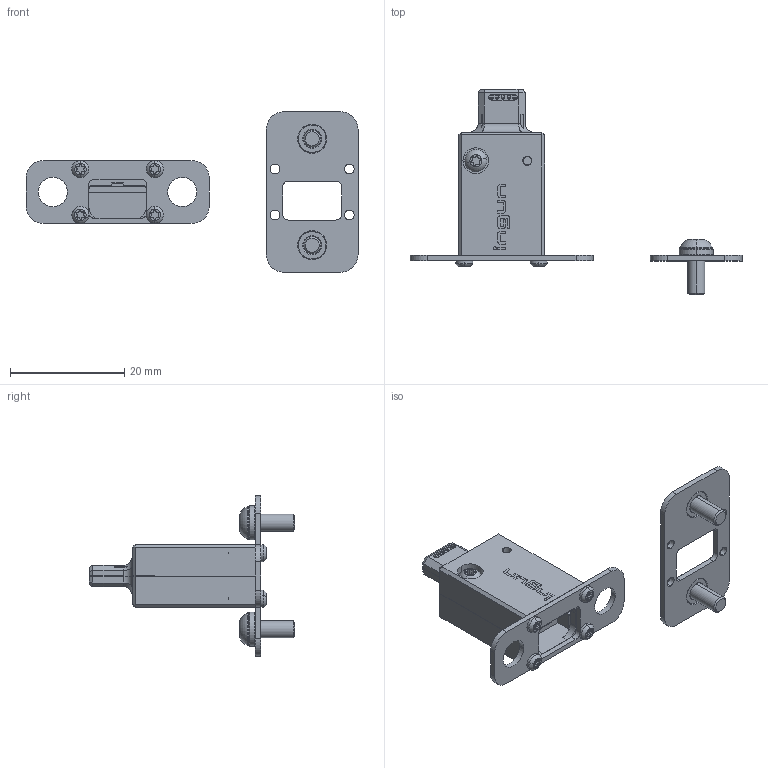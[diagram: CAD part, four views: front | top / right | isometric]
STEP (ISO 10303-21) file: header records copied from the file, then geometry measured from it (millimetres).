
FILE_DESCRIPTION (( 'STEP AP203' ), '1' );
FILE_NAME ('INGUN_113781.STEP', '2022-08-05T07:18:27', ( 'ochi' ), ( '' ), 'SwSTEP 2.0', 'SolidWorks 2018', '' );
FILE_SCHEMA (( 'CONFIG_CONTROL_DESIGN' ));
Length unit declared in the file: millimetre
Products named in the file (1): INGUN_113781
Bounding box: 58 x 35.9 x 28 mm (x, y, z)
Volume: 4119.8 mm3; surface area: 4407.8 mm2
Topology: 11 solids, 11 shells, 943 faces, 2293 edges, 1458 vertices
Faces by surface type: plane 509, cylinder 352, cone 44, bspline 22, torus 16
Entity records: 28060 total; most frequent: CARTESIAN_POINT 5291, DIRECTION 4879, ORIENTED_EDGE 4586, EDGE_CURVE 2293, AXIS2_PLACEMENT_3D 1764, VERTEX_POINT 1458, VECTOR 1351, LINE 1351
